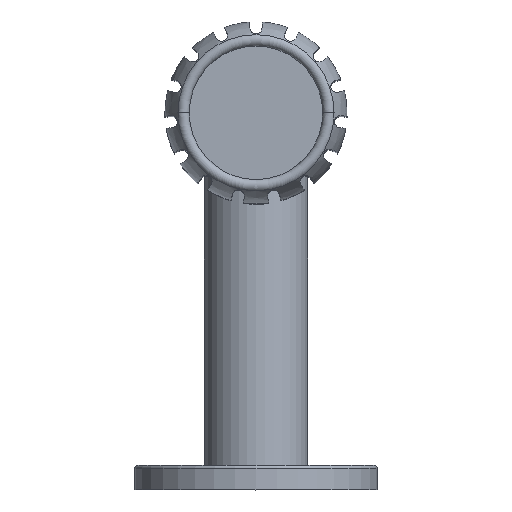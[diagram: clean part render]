
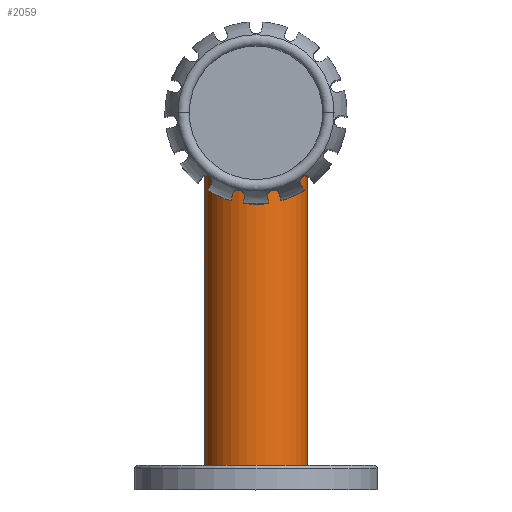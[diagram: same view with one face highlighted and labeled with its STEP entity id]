
A CAD part, top view. The second image highlights one B-rep face of the part: STEP entity #2059.
In plain terms, the highlighted cylindrical face has radius 4.25 mm (diameter 8.5 mm), a full revolution.
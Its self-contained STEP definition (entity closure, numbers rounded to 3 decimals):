
#312=CYLINDRICAL_SURFACE('',#2380,4.25);
#406=FACE_OUTER_BOUND('',#506,.T.);
#506=EDGE_LOOP('',(#1938,#1939,#1940,#1941));
#600=LINE('',#4473,#685);
#685=VECTOR('',#2937,4.25);
#805=CIRCLE('',#2381,4.25);
#806=CIRCLE('',#2382,4.25);
#1026=VERTEX_POINT('',#4470);
#1027=VERTEX_POINT('',#4472);
#1332=EDGE_CURVE('',#1026,#1026,#805,.T.);
#1333=EDGE_CURVE('',#1026,#1027,#600,.T.);
#1334=EDGE_CURVE('',#1027,#1027,#806,.T.);
#1938=ORIENTED_EDGE('',*,*,#1332,.F.);
#1939=ORIENTED_EDGE('',*,*,#1333,.T.);
#1940=ORIENTED_EDGE('',*,*,#1334,.F.);
#1941=ORIENTED_EDGE('',*,*,#1333,.F.);
#2059=ADVANCED_FACE('',(#406),#312,.T.);
#2380=AXIS2_PLACEMENT_3D('',#4469,#2933,#2934);
#2381=AXIS2_PLACEMENT_3D('',#4471,#2935,#2936);
#2382=AXIS2_PLACEMENT_3D('',#4474,#2938,#2939);
#2933=DIRECTION('center_axis',(0.,1.,0.));
#2934=DIRECTION('ref_axis',(1.,0.,0.));
#2935=DIRECTION('center_axis',(0.,1.,0.));
#2936=DIRECTION('ref_axis',(1.,0.,0.));
#2937=DIRECTION('',(0.,-1.,0.));
#2938=DIRECTION('center_axis',(0.,-1.,0.));
#2939=DIRECTION('ref_axis',(1.,0.,0.));
#4469=CARTESIAN_POINT('Origin',(0.,0.,0.));
#4470=CARTESIAN_POINT('',(-4.25,26.5,0.));
#4471=CARTESIAN_POINT('Origin',(0.,26.5,0.));
#4472=CARTESIAN_POINT('',(-4.25,0.,0.));
#4473=CARTESIAN_POINT('',(-4.25,0.,0.));
#4474=CARTESIAN_POINT('Origin',(0.,0.,0.));
